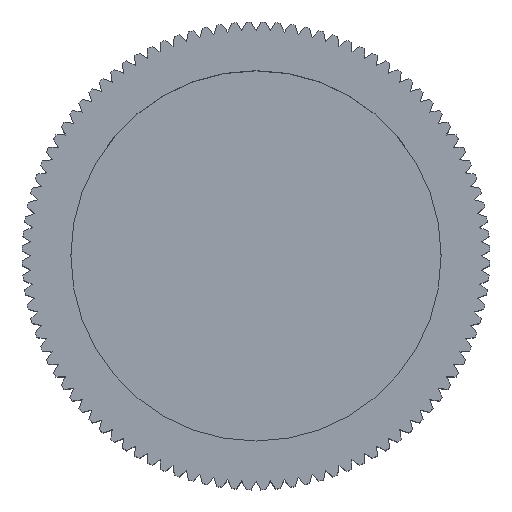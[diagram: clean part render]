
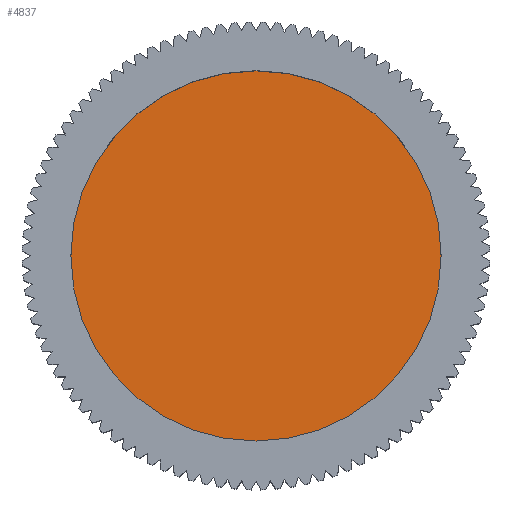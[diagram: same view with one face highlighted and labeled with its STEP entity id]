
A CAD part, top view. The second image highlights one B-rep face of the part: STEP entity #4837.
In plain terms, the highlighted planar face has unit normal (0, 0, 1).
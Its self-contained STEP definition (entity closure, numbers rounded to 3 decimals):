
#3685=EDGE_CURVE('',#4039,#3807,#7625,.T.);
#3807=VERTEX_POINT('',#7759);
#4039=VERTEX_POINT('',#8013);
#4837=ADVANCED_FACE('',(#8889),#8890,.F.);
#5015=EDGE_CURVE('',#3807,#4039,#9081,.T.);
#7625=CIRCLE('',#13356,9.5);
#7759=CARTESIAN_POINT('',(9.5,0.0,10.5));
#8013=CARTESIAN_POINT('',(-9.5,0.,10.5));
#8889=FACE_OUTER_BOUND('',#15487,.T.);
#8890=PLANE('',#15488);
#9081=CIRCLE('',#15824,9.5);
#13356=AXIS2_PLACEMENT_3D('',#18919,#18920,#18921);
#15487=EDGE_LOOP('',(#20448,#20449));
#15488=AXIS2_PLACEMENT_3D('',#20450,#20451,#20452);
#15824=AXIS2_PLACEMENT_3D('',#20624,#20625,#20626);
#18919=CARTESIAN_POINT('',(0.0,0.0,10.5));
#18920=DIRECTION('',(0.0,0.0,-1.0));
#18921=DIRECTION('',(1.0,0.0,0.0));
#20448=ORIENTED_EDGE('',*,*,#5015,.F.);
#20449=ORIENTED_EDGE('',*,*,#3685,.F.);
#20450=CARTESIAN_POINT('',(0.0,0.0,10.5));
#20451=DIRECTION('',(0.0,0.0,-1.0));
#20452=DIRECTION('',(-1.0,0.0,0.0));
#20624=CARTESIAN_POINT('',(0.0,0.0,10.5));
#20625=DIRECTION('',(0.0,0.0,-1.0));
#20626=DIRECTION('',(1.0,0.0,0.0));
